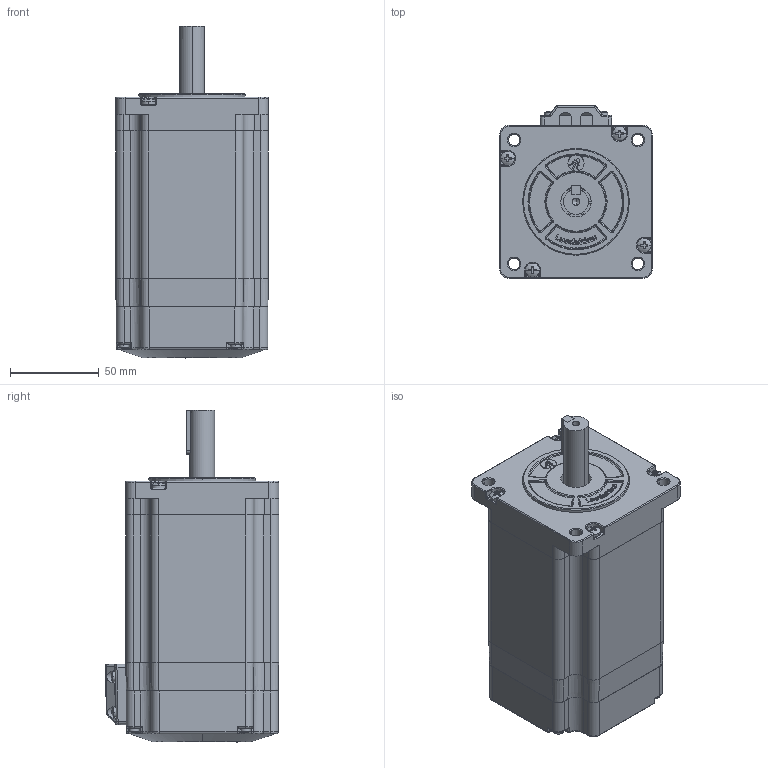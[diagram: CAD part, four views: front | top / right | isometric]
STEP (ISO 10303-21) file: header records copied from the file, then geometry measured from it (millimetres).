
FILE_DESCRIPTION (( 'STEP AP203' ), '1' );
FILE_NAME ('CS-M23485_3D.STEP', '2019-12-23T01:16:26', ( 'hwtest' ), ( 'Microsoft' ), 'SwSTEP 2.0', 'SolidWorks 2014', '' );
FILE_SCHEMA (( 'CONFIG_CONTROL_DESIGN' ));
Products named in the file (1): CS-M23485_3D
Bounding box: 86 x 97.46 x 186.7 mm (x, y, z)
Volume: 598584.1 mm3; surface area: 164326.2 mm2
Topology: 30 solids, 30 shells, 1700 faces, 4503 edges, 2902 vertices
Faces by surface type: plane 715, cylinder 629, bspline 256, sphere 60, cone 40
Entity records: 62099 total; most frequent: CARTESIAN_POINT 21014, ORIENTED_EDGE 8936, DIRECTION 8119, EDGE_CURVE 4468, AXIS2_PLACEMENT_3D 2905, VERTEX_POINT 2893, VECTOR 2309, LINE 2309
